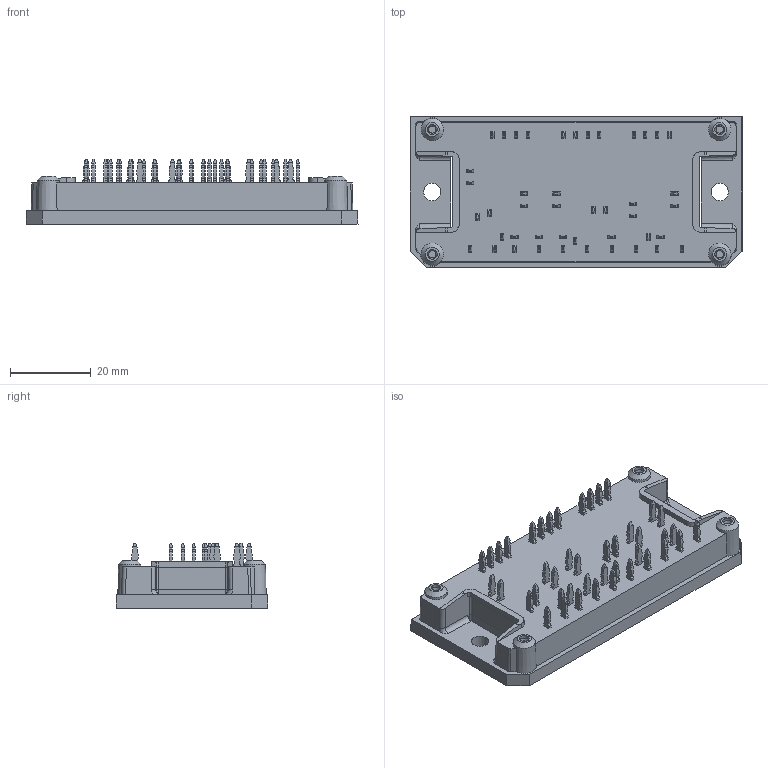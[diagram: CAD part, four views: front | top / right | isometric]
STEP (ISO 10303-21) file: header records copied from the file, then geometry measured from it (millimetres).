
FILE_DESCRIPTION(/* description */ ('Unknown'),/* implementation_level */ '2;1');
FILE_NAME(/* name */ 'Flow1-4T12Y-M740(440)-01-OL',/* time_stamp */ '2016-04-19T10:02:55+02:00',/* author */ ('Unknown'),/* organization */ ('Unknown'),/* preprocessor_version */ 'ST-DEVELOPER v16',/* originating_system */ 'DEX',/* authorisation */ $);
FILE_SCHEMA (('AUTOMOTIVE_DESIGN {1 0 10303 214 3 1 1}'));
Length unit declared in the file: millimetre
Products named in the file (1): Flow1-4T12Y-M740-01-OL2
Bounding box: 82 x 37.4 x 16.23 mm (x, y, z)
Volume: 26015.6 mm3; surface area: 11467.5 mm2
Topology: 80 solids, 80 shells, 1549 faces, 3999 edges, 2659 vertices
Faces by surface type: plane 1208, cylinder 316, cone 16, bspline 9
Full cylindrical faces by diameter (mm): 2.4 x4, 4.3 x2
Entity records: 54709 total; most frequent: CARTESIAN_POINT 8803, ORIENTED_EDGE 7924, DIRECTION 7706, EDGE_CURVE 3962, LINE 3272, VECTOR 3272, VERTEX_POINT 2644, AXIS2_PLACEMENT_3D 2217
